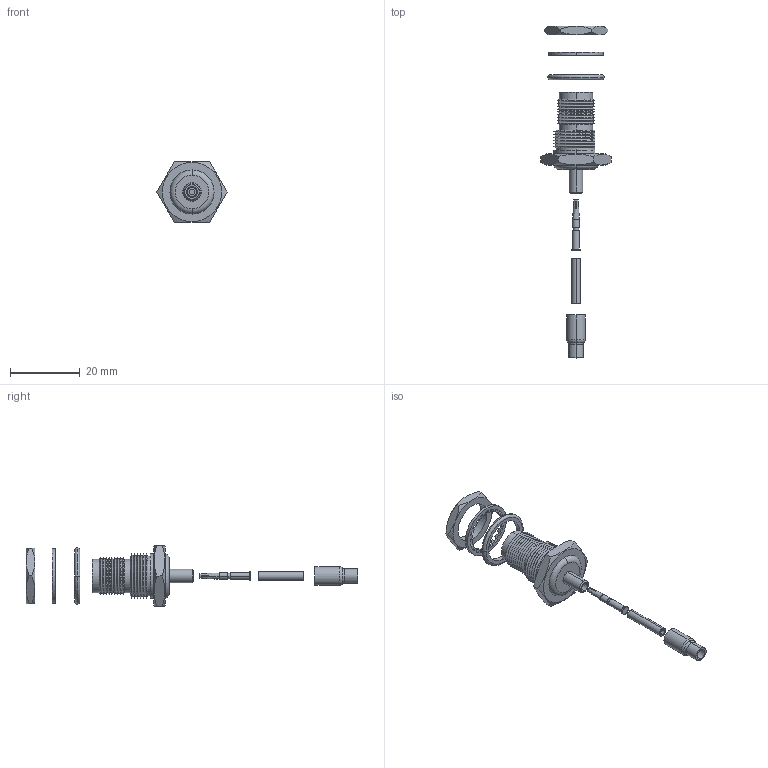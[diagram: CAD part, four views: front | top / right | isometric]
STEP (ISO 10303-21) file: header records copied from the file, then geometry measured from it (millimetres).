
FILE_DESCRIPTION (( 'STEP AP203' ), '1' );
FILE_NAME ('BAC528.STEP', '2011-01-21T14:49:55', ( 'x' ), ( 'Microsoft' ), 'SwSTEP 2.0', 'SolidWorks 2010', '' );
FILE_SCHEMA (( 'CONFIG_CONTROL_DESIGN' ));
Length unit declared in the file: inch
Products named in the file (8): BAC528-MA6; BAC528-MA7; BAC528; BAC528-MA1; BAC528-MA2; BAC528-MA3; BAC528-MA5; BAC528-MA4
Assembly tree (7 placements, depth 2):
  BAC528
    BAC528-MA3
    BAC528-MA1
    BAC528-MA2
    BAC528-MA4
    BAC528-MA6
    BAC528-MA5
    BAC528-MA7
Bounding box: 20.18 x 95.5 x 17.48 mm (x, y, z)
Volume: 2837.3 mm3; surface area: 3666.7 mm2
Topology: 7 solids, 7 shells, 329 faces, 788 edges, 486 vertices
Faces by surface type: cylinder 129, plane 98, cone 88, torus 14
Entity records: 10726 total; most frequent: CARTESIAN_POINT 2071, DIRECTION 1744, ORIENTED_EDGE 1576, EDGE_CURVE 788, AXIS2_PLACEMENT_3D 691, VERTEX_POINT 486, VECTOR 362, LINE 362
